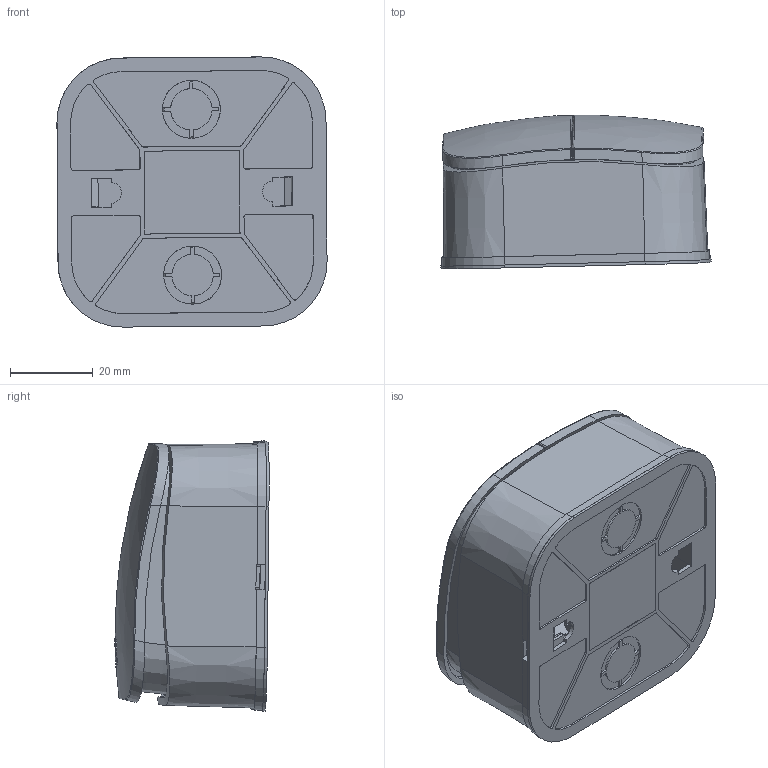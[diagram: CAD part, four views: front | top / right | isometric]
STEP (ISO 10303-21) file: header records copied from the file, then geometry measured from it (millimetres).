
FILE_DESCRIPTION (( 'STEP AP214' ), '1' );
FILE_NAME ('EVH21-K01-10(âûêë. 2-êë. ñ èíä.).STEP', '2024-10-28T13:22:18', ( '' ), ( '' ), 'SwSTEP 2.0', 'SolidWorks 2022', '' );
FILE_SCHEMA (( 'AUTOMOTIVE_DESIGN' ));
Length unit declared in the file: millimetre
Products named in the file (5): ____________.STEP; 73F-1 ________.STEP; EVH21-K01-10(выкл. 2-кл. с инд.); 73F-1 2__________.STEP; MANIFOLD_SOLID_BREP_388.STEP
Assembly tree (5 placements, depth 2):
  EVH21-K01-10(выкл. 2-кл. с инд.)
    73F-1 ________.STEP
    MANIFOLD_SOLID_BREP_388.STEP
    73F-1 2__________.STEP
    ____________.STEP  x2
Bounding box: 65.15 x 37.2 x 65.17 mm (x, y, z)
Volume: 25380.3 mm3; surface area: 43127.1 mm2
Topology: 6 solids, 6 shells, 1394 faces, 3941 edges, 2600 vertices
Faces by surface type: plane 1034, cylinder 147, cone 132, bspline 73, sphere 8
Entity records: 46180 total; most frequent: CARTESIAN_POINT 14478, ORIENTED_EDGE 7176, DIRECTION 5670, EDGE_CURVE 3588, LINE 2456, VECTOR 2456, VERTEX_POINT 2366, AXIS2_PLACEMENT_3D 1607
